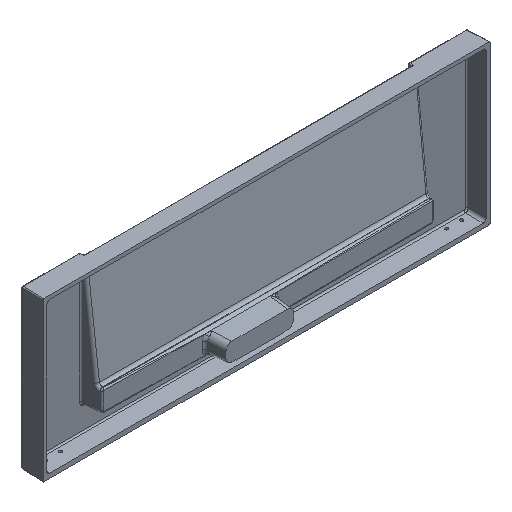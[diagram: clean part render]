
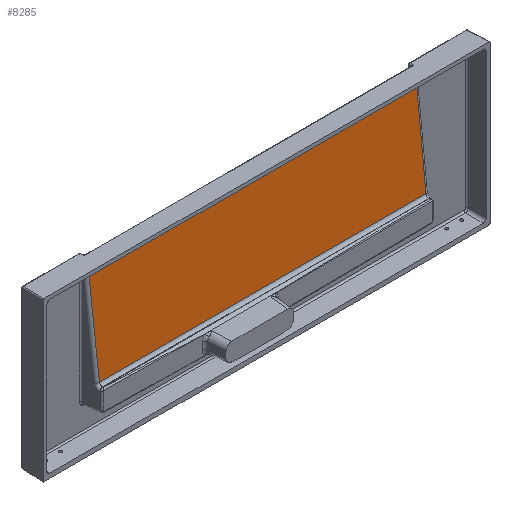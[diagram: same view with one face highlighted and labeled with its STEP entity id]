
A CAD part, isometric view. The second image highlights one B-rep face of the part: STEP entity #8285.
In plain terms, the highlighted planar face has unit normal (0, -0.994, 0.111).
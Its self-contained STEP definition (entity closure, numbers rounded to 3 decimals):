
#239 = ORIENTED_EDGE ( 'NONE', *, *, #7827, .T. ) ;
#611 = VERTEX_POINT ( 'NONE', #5334 ) ;
#765 = CARTESIAN_POINT ( 'NONE',  ( 557.661, -62.085, -82.559 ) ) ;
#1060 = DIRECTION ( 'NONE',  ( 0., -0.994, 0.111 ) ) ;
#1103 = EDGE_LOOP ( 'NONE', ( #4005, #3317, #8232, #239, #10329, #5879 ) ) ;
#1182 = DIRECTION ( 'NONE',  ( 0.007, -0.111, -0.994 ) ) ;
#1317 = LINE ( 'NONE', #765, #6883 ) ;
#1819 = LINE ( 'NONE', #10002, #8710 ) ;
#1887 = VERTEX_POINT ( 'NONE', #4989 ) ;
#2193 = VECTOR ( 'NONE', #4293, 1000. ) ;
#2796 = VERTEX_POINT ( 'NONE', #6859 ) ;
#3317 = ORIENTED_EDGE ( 'NONE', *, *, #4261, .T. ) ;
#3400 = DIRECTION ( 'NONE',  ( -1., 0., 0. ) ) ;
#3465 = DIRECTION ( 'NONE',  ( 0., -0.111, -0.994 ) ) ;
#3587 = CARTESIAN_POINT ( 'NONE',  ( -548.311, -62.085, -82.559 ) ) ;
#3644 = VECTOR ( 'NONE', #3400, 1000. ) ;
#4005 = ORIENTED_EDGE ( 'NONE', *, *, #9761, .T. ) ;
#4041 = CARTESIAN_POINT ( 'NONE',  ( -550.525, -26.176, 237.651 ) ) ;
#4104 = CARTESIAN_POINT ( 'NONE',  ( -550.587, -25.757, 241.395 ) ) ;
#4231 = CARTESIAN_POINT ( 'NONE',  ( 550.455, -27.022, 230.111 ) ) ;
#4261 = EDGE_CURVE ( 'NONE', #2796, #1887, #9079, .T. ) ;
#4293 = DIRECTION ( 'NONE',  ( 0.007, 0.111, 0.994 ) ) ;
#4560 = EDGE_CURVE ( 'NONE', #9909, #611, #5383, .T. ) ;
#4968 = CARTESIAN_POINT ( 'NONE',  ( -550.481, -26.598, 233.888 ) ) ;
#4989 = CARTESIAN_POINT ( 'NONE',  ( -550.587, -25.757, 241.395 ) ) ;
#5005 = CARTESIAN_POINT ( 'NONE',  ( 550.634, -24.099, 256.172 ) ) ;
#5074 =( BOUNDED_CURVE ( )  B_SPLINE_CURVE ( 3, ( #4104, #4041, #4968, #9074 ),
 .UNSPECIFIED., .F., .T. ) 
 B_SPLINE_CURVE_WITH_KNOTS ( ( 4, 4 ),
 ( 4.566, 4.651 ),
 .UNSPECIFIED. ) 
 CURVE ( )  GEOMETRIC_REPRESENTATION_ITEM ( )  RATIONAL_B_SPLINE_CURVE ( ( 1., 0.999, 0.999, 1. ) ) 
 REPRESENTATION_ITEM ( '' )  );
#5076 = CARTESIAN_POINT ( 'NONE',  ( -978.741, -22.938, 266.531 ) ) ;
#5145 = CARTESIAN_POINT ( 'NONE',  ( 550.587, -25.757, 241.395 ) ) ;
#5334 = CARTESIAN_POINT ( 'NONE',  ( 550.455, -27.022, 230.111 ) ) ;
#5383 = LINE ( 'NONE', #5005, #2193 ) ;
#5721 = VERTEX_POINT ( 'NONE', #3587 ) ;
#5879 = ORIENTED_EDGE ( 'NONE', *, *, #4560, .T. ) ;
#5895 = CARTESIAN_POINT ( 'NONE',  ( 550.481, -26.598, 233.888 ) ) ;
#5989 = CARTESIAN_POINT ( 'NONE',  ( 550.525, -26.176, 237.651 ) ) ;
#6025 = FACE_OUTER_BOUND ( 'NONE', #1103, .T. ) ;
#6173 = DIRECTION ( 'NONE',  ( 1., 0., 0. ) ) ;
#6189 = CARTESIAN_POINT ( 'NONE',  ( 548.311, -62.085, -82.559 ) ) ;
#6709 = AXIS2_PLACEMENT_3D ( 'NONE', #5076, #1060, #3465 ) ;
#6830 = PLANE ( 'NONE',  #6709 ) ;
#6859 = CARTESIAN_POINT ( 'NONE',  ( 550.587, -25.757, 241.395 ) ) ;
#6883 = VECTOR ( 'NONE', #6173, 1000. ) ;
#7451 = EDGE_CURVE ( 'NONE', #1887, #7915, #5074, .T. ) ;
#7827 = EDGE_CURVE ( 'NONE', #7915, #5721, #1819, .T. ) ;
#7915 = VERTEX_POINT ( 'NONE', #8821 ) ;
#8232 = ORIENTED_EDGE ( 'NONE', *, *, #7451, .T. ) ;
#8285 = ADVANCED_FACE ( 'NONE', ( #6025 ), #6830, .T. ) ;
#8307 = EDGE_CURVE ( 'NONE', #5721, #9909, #1317, .T. ) ;
#8710 = VECTOR ( 'NONE', #1182, 1000. ) ;
#8821 = CARTESIAN_POINT ( 'NONE',  ( -550.455, -27.022, 230.111 ) ) ;
#9074 = CARTESIAN_POINT ( 'NONE',  ( -550.455, -27.022, 230.111 ) ) ;
#9079 = LINE ( 'NONE', #9225, #3644 ) ;
#9225 = CARTESIAN_POINT ( 'NONE',  ( -978.741, -25.757, 241.395 ) ) ;
#9761 = EDGE_CURVE ( 'NONE', #611, #2796, #9923, .T. ) ;
#9909 = VERTEX_POINT ( 'NONE', #6189 ) ;
#9923 =( BOUNDED_CURVE ( )  B_SPLINE_CURVE ( 3, ( #4231, #5895, #5989, #5145 ),
 .UNSPECIFIED., .F., .T. ) 
 B_SPLINE_CURVE_WITH_KNOTS ( ( 4, 4 ),
 ( 4.773, 4.858 ),
 .UNSPECIFIED. ) 
 CURVE ( )  GEOMETRIC_REPRESENTATION_ITEM ( )  RATIONAL_B_SPLINE_CURVE ( ( 1., 0.999, 0.999, 1. ) ) 
 REPRESENTATION_ITEM ( '' )  );
#10002 = CARTESIAN_POINT ( 'NONE',  ( -550.725, -22.613, 269.431 ) ) ;
#10329 = ORIENTED_EDGE ( 'NONE', *, *, #8307, .T. ) ;
